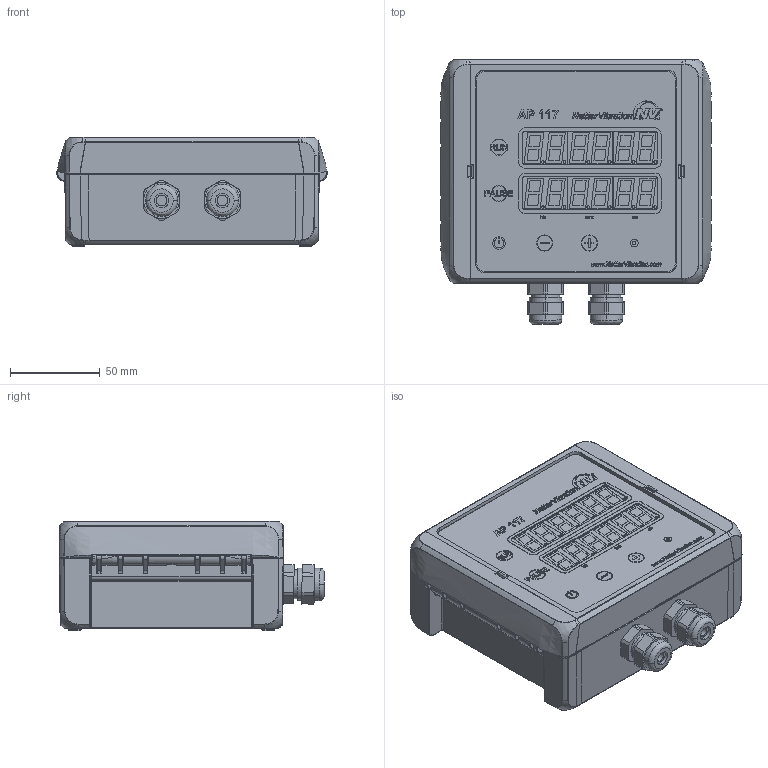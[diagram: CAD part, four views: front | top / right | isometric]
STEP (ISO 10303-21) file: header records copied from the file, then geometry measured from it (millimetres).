
FILE_DESCRIPTION (( 'STEP AP214' ), '1' );
FILE_NAME ('AP117 #87414610.STEP', '2016-02-10T10:42:44', ( 'Netter' ), ( 'Microsoft' ), 'SwSTEP 2.0', 'SolidWorks 2015', '' );
FILE_SCHEMA (( 'AUTOMOTIVE_DESIGN' ));
Length unit declared in the file: millimetre
Products named in the file (1): AP117 #87414610
Bounding box: 151 x 147.93 x 61 mm (x, y, z)
Volume: 284532.5 mm3; surface area: 218741.9 mm2
Topology: 10 solids, 14 shells, 4181 faces, 10866 edges, 6906 vertices
Faces by surface type: plane 1663, bspline 1175, cylinder 1073, cone 222, torus 48
Entity records: 257924 total; most frequent: CARTESIAN_POINT 165574, ORIENTED_EDGE 21628, DIRECTION 13650, EDGE_CURVE 10814, VERTEX_POINT 6906, LINE 5538, VECTOR 5538, EDGE_LOOP 4490
